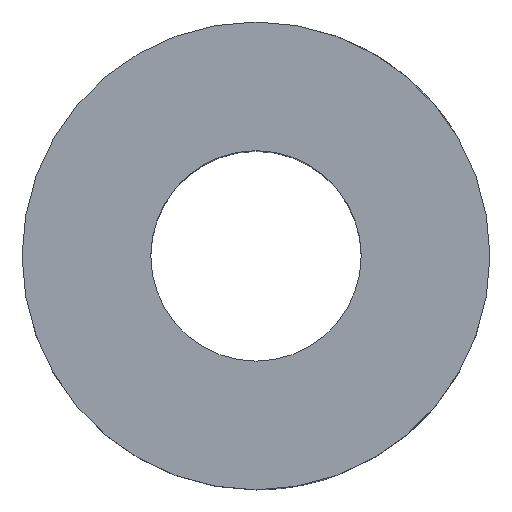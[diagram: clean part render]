
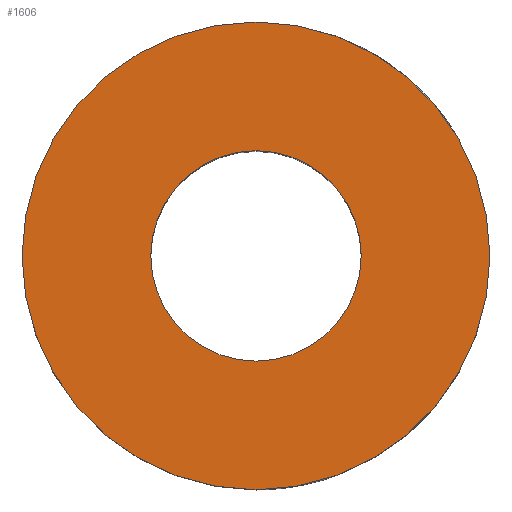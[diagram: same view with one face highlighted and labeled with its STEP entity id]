
A CAD part, top view. The second image highlights one B-rep face of the part: STEP entity #1606.
In plain terms, the highlighted planar face has unit normal (0, 0, 1).
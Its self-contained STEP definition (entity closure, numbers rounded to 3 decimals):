
#13 = ORIENTED_EDGE ( 'NONE', *, *, #112, .T. ) ;
#21 = EDGE_CURVE ( 'NONE', #1580, #29, #434, .T. ) ;
#29 = VERTEX_POINT ( 'NONE', #557 ) ;
#30 = ORIENTED_EDGE ( 'NONE', *, *, #168, .T. ) ;
#55 = VERTEX_POINT ( 'NONE', #1132 ) ;
#112 = EDGE_CURVE ( 'NONE', #132, #55, #560, .T. ) ;
#131 = EDGE_LOOP ( 'NONE', ( #13, #30 ) ) ;
#132 = VERTEX_POINT ( 'NONE', #780 ) ;
#168 = EDGE_CURVE ( 'NONE', #55, #132, #264, .T. ) ;
#264 = CIRCLE ( 'NONE', #265, 42.25 ) ;
#265 = AXIS2_PLACEMENT_3D ( 'NONE', #266, #267, #268 ) ;
#266 = CARTESIAN_POINT ( 'NONE',  ( 0., 0., 0. ) ) ;
#267 = DIRECTION ( 'NONE',  ( 0., 0., 1. ) ) ;
#268 = DIRECTION ( 'NONE',  ( 0., -1., 0. ) ) ;
#352 = FACE_BOUND ( 'NONE', #1143, .T. ) ;
#353 = FACE_OUTER_BOUND ( 'NONE', #131, .T. ) ;
#354 = PLANE ( 'NONE',  #355 ) ;
#355 = AXIS2_PLACEMENT_3D ( 'NONE', #356, #357, #358 ) ;
#356 = CARTESIAN_POINT ( 'NONE',  ( 0., 42.25, 0. ) ) ;
#357 = DIRECTION ( 'NONE',  ( 0., 0., -1. ) ) ;
#358 = DIRECTION ( 'NONE',  ( 0., 1., 0. ) ) ;
#419 = EDGE_CURVE ( 'NONE', #29, #1580, #566, .T. ) ;
#434 = CIRCLE ( 'NONE', #435, 19. ) ;
#435 = AXIS2_PLACEMENT_3D ( 'NONE', #439, #440, #441 ) ;
#439 = CARTESIAN_POINT ( 'NONE',  ( 0., 0., 0. ) ) ;
#440 = DIRECTION ( 'NONE',  ( 0., 0., 1. ) ) ;
#441 = DIRECTION ( 'NONE',  ( 0., -1., 0. ) ) ;
#557 = CARTESIAN_POINT ( 'NONE',  ( 0., -19., 0. ) ) ;
#560 = CIRCLE ( 'NONE', #561, 42.25 ) ;
#561 = AXIS2_PLACEMENT_3D ( 'NONE', #562, #563, #564 ) ;
#562 = CARTESIAN_POINT ( 'NONE',  ( 0., 0., 0. ) ) ;
#563 = DIRECTION ( 'NONE',  ( 0., 0., 1. ) ) ;
#564 = DIRECTION ( 'NONE',  ( 0., -1., 0. ) ) ;
#566 = CIRCLE ( 'NONE', #567, 19. ) ;
#567 = AXIS2_PLACEMENT_3D ( 'NONE', #568, #569, #570 ) ;
#568 = CARTESIAN_POINT ( 'NONE',  ( 0., 0., 0. ) ) ;
#569 = DIRECTION ( 'NONE',  ( 0., 0., 1. ) ) ;
#570 = DIRECTION ( 'NONE',  ( 0., -1., 0. ) ) ;
#780 = CARTESIAN_POINT ( 'NONE',  ( 0., -42.25, 0. ) ) ;
#906 = CARTESIAN_POINT ( 'NONE',  ( 0., 19., 0. ) ) ;
#1132 = CARTESIAN_POINT ( 'NONE',  ( 0., 42.25, 0. ) ) ;
#1143 = EDGE_LOOP ( 'NONE', ( #1196, #1554 ) ) ;
#1196 = ORIENTED_EDGE ( 'NONE', *, *, #419, .F. ) ;
#1554 = ORIENTED_EDGE ( 'NONE', *, *, #21, .F. ) ;
#1580 = VERTEX_POINT ( 'NONE', #906 ) ;
#1606 = ADVANCED_FACE ( 'NONE', ( #352, #353 ), #354, .F. ) ;
